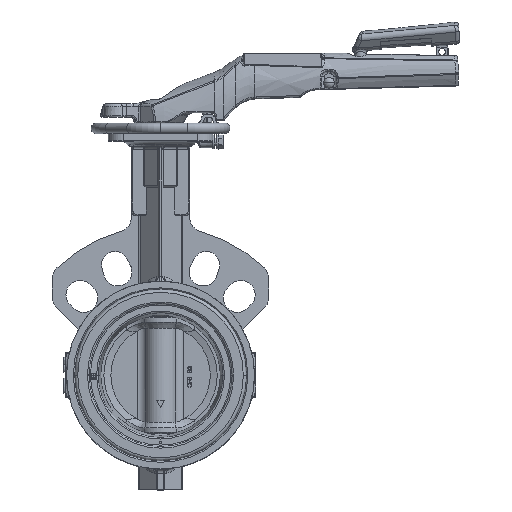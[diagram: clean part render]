
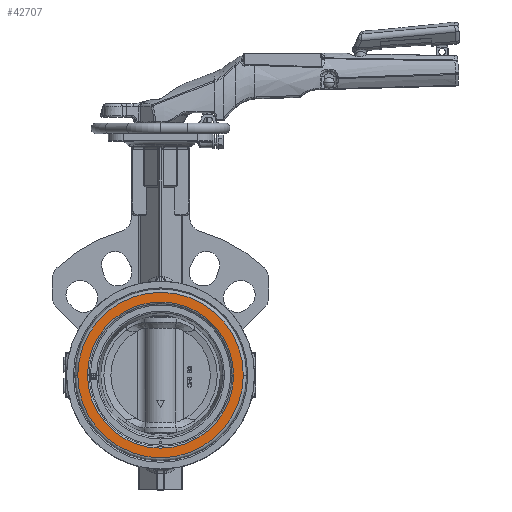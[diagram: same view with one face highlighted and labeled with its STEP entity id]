
A CAD part, top view. The second image highlights one B-rep face of the part: STEP entity #42707.
In plain terms, the highlighted planar face has unit normal (0, 0, 1).
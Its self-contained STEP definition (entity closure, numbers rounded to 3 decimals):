
#11525=CARTESIAN_POINT('',(0.,0.,24.5));
#11526=DIRECTION('',(0.,0.,1.));
#11527=DIRECTION('',(-1.,0.006,0.));
#11528=AXIS2_PLACEMENT_3D('',#11525,#11526,#11527);
#11545=CARTESIAN_POINT('',(0.,0.,24.5));
#11546=DIRECTION('',(0.,0.,-1.));
#11547=DIRECTION('',(1.,-0.006,0.));
#11548=AXIS2_PLACEMENT_3D('',#11545,#11546,#11547);
#11550=CARTESIAN_POINT('',(0.,0.,24.5));
#11551=DIRECTION('',(0.,0.,-1.));
#11552=DIRECTION('',(-1.,0.006,0.));
#11553=AXIS2_PLACEMENT_3D('',#11550,#11551,#11552);
#11555=CARTESIAN_POINT('',(0.,0.,24.5));
#11556=DIRECTION('',(0.,0.,1.));
#11557=DIRECTION('',(1.,0.,0.));
#11558=AXIS2_PLACEMENT_3D('',#11555,#11556,#11557);
#11560=CARTESIAN_POINT('',(0.,0.,24.5));
#11561=DIRECTION('',(0.,0.,1.));
#11562=DIRECTION('',(-1.,0.,0.));
#11563=AXIS2_PLACEMENT_3D('',#11560,#11561,#11562);
#11565=CARTESIAN_POINT('',(0.,0.,24.5));
#11566=DIRECTION('',(0.,0.,1.));
#11567=DIRECTION('',(1.,-0.006,0.));
#11568=AXIS2_PLACEMENT_3D('',#11565,#11566,#11567);
#11595=CARTESIAN_POINT('',(0.,0.,24.5));
#11596=DIRECTION('',(0.,0.,-1.));
#11597=DIRECTION('',(-1.,0.,0.));
#11598=AXIS2_PLACEMENT_3D('',#11595,#11596,#11597);
#11623=CARTESIAN_POINT('',(0.,0.,24.5));
#11624=DIRECTION('',(0.,0.,-1.));
#11625=DIRECTION('',(1.,0.,0.));
#11626=AXIS2_PLACEMENT_3D('',#11623,#11624,#11625);
#19063=CARTESIAN_POINT('',(-49.,0.,24.5));
#19064=VERTEX_POINT('',#19063);
#19065=CARTESIAN_POINT('',(49.,0.002,24.5));
#19066=CARTESIAN_POINT('',(-48.999,0.251,24.5));
#19067=VERTEX_POINT('',#19065);
#19068=VERTEX_POINT('',#19066);
#19071=CARTESIAN_POINT('',(48.999,-0.251,24.5));
#19072=VERTEX_POINT('',#19071);
#19073=CARTESIAN_POINT('',(55.499,-0.349,24.5));
#19074=CARTESIAN_POINT('',(-55.5,0.,24.5));
#19075=VERTEX_POINT('',#19073);
#19076=VERTEX_POINT('',#19074);
#19077=CARTESIAN_POINT('',(55.5,0.,24.5));
#19078=VERTEX_POINT('',#19077);
#19079=CARTESIAN_POINT('',(-55.499,0.348,24.5));
#19080=VERTEX_POINT('',#19079);
#42684=CARTESIAN_POINT('',(0.,0.,24.5));
#42685=DIRECTION('',(0.,0.,-1.));
#42686=DIRECTION('',(-1.,0.,0.));
#42687=AXIS2_PLACEMENT_3D('',#42684,#42685,#42686);
#42688=PLANE('',#42687);
#42690=ORIENTED_EDGE('',*,*,#42689,.F.);
#42692=ORIENTED_EDGE('',*,*,#42691,.T.);
#42693=ORIENTED_EDGE('',*,*,#42673,.F.);
#42694=ORIENTED_EDGE('',*,*,#42671,.T.);
#42695=EDGE_LOOP('',(#42690,#42692,#42693,#42694));
#42696=FACE_OUTER_BOUND('',#42695,.F.);
#42698=ORIENTED_EDGE('',*,*,#42697,.T.);
#42700=ORIENTED_EDGE('',*,*,#42699,.F.);
#42702=ORIENTED_EDGE('',*,*,#42701,.T.);
#42704=ORIENTED_EDGE('',*,*,#42703,.F.);
#42705=EDGE_LOOP('',(#42698,#42700,#42702,#42704));
#42706=FACE_BOUND('',#42705,.F.);
#42707=ADVANCED_FACE('',(#42696,#42706),#42688,.F.);
#11529=CIRCLE('',#11528,55.5);
#11549=CIRCLE('',#11548,55.5);
#11554=CIRCLE('',#11553,55.5);
#11559=CIRCLE('',#11558,49.);
#11564=CIRCLE('',#11563,49.);
#11569=CIRCLE('',#11568,55.5);
#11599=CIRCLE('',#11598,49.);
#11627=CIRCLE('',#11626,49.);
#42671=EDGE_CURVE('',#19080,#19078,#11554,.T.);
#42673=EDGE_CURVE('',#19080,#19076,#11529,.T.);
#42689=EDGE_CURVE('',#19075,#19078,#11569,.T.);
#42691=EDGE_CURVE('',#19075,#19076,#11549,.T.);
#42697=EDGE_CURVE('',#19067,#19068,#11559,.T.);
#42699=EDGE_CURVE('',#19064,#19068,#11599,.T.);
#42701=EDGE_CURVE('',#19064,#19072,#11564,.T.);
#42703=EDGE_CURVE('',#19067,#19072,#11627,.T.);
